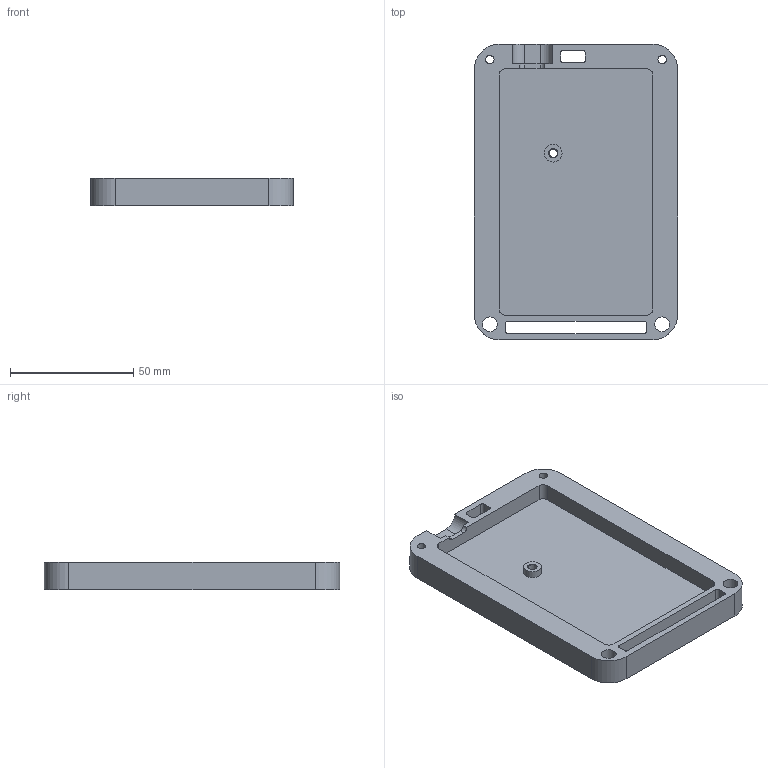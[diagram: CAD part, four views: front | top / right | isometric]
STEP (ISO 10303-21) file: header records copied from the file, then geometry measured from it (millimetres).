
FILE_DESCRIPTION(/* description */ (''),/* implementation_level */ '2;1');
FILE_NAME(/* name */ 'f16b9e56-0740-4e95-869e-4f83eb090ce6.stp',/* time_stamp */ '2024-10-17T13:58:20Z',/* author */ (''),/* organization */ (''),/* preprocessor_version */ 'ST-DEVELOPER v20',/* originating_system */ 'Autodesk Translation Framework v13.20.0.188',/* authorisation */ '');
FILE_SCHEMA (('AUTOMOTIVE_DESIGN { 1 0 10303 214 3 1 1 }'));
Length unit declared in the file: millimetre
Products named in the file (1): iCtrl Case_Body
Bounding box: 82.5 x 120 x 11.04 mm (x, y, z)
Volume: 59190.2 mm3; surface area: 27867.2 mm2
Topology: 1 solids, 1 shells, 59 faces, 157 edges, 103 vertices
Faces by surface type: cylinder 28, plane 25, torus 5, cone 1
Full cylindrical faces by diameter (mm): 3.3 x1, 3.4 x2, 6 x4, 7.2 x1
Entity records: 1927 total; most frequent: DIRECTION 345, CARTESIAN_POINT 320, ORIENTED_EDGE 314, EDGE_CURVE 157, AXIS2_PLACEMENT_3D 128, VERTEX_POINT 103, LINE 89, VECTOR 89
